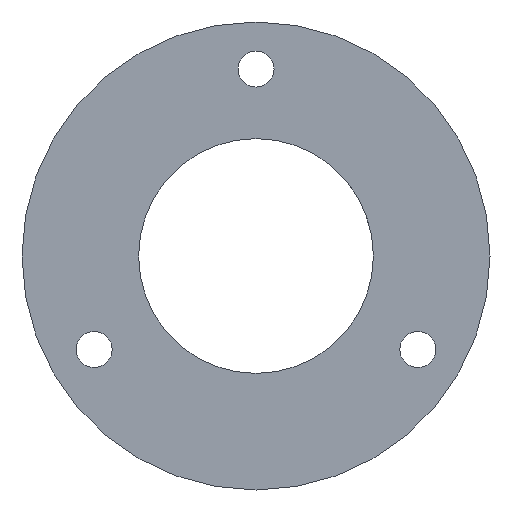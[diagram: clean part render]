
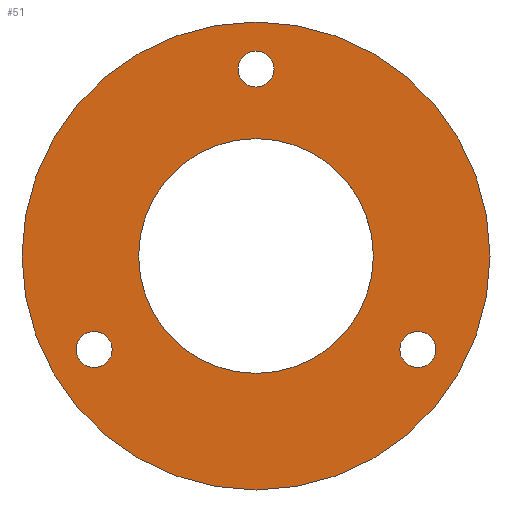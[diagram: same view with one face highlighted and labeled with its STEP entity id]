
A CAD part, front view. The second image highlights one B-rep face of the part: STEP entity #51.
In plain terms, the highlighted planar face has unit normal (0, -1, 0).
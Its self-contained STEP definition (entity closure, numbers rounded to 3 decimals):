
#2 = EDGE_CURVE ( 'NONE', #574, #197, #805, .T. ) ;
#4 = CIRCLE ( 'NONE', #544, 3.25 ) ;
#6 = DIRECTION ( 'NONE',  ( 0., -1., 0. ) ) ;
#17 = CIRCLE ( 'NONE', #572, 42.25 ) ;
#28 = FACE_BOUND ( 'NONE', #271, .T. ) ;
#30 = EDGE_LOOP ( 'NONE', ( #171, #515 ) ) ;
#49 = ORIENTED_EDGE ( 'NONE', *, *, #837, .F. ) ;
#51 = ADVANCED_FACE ( 'NONE', ( #451, #591, #28, #445, #605 ), #846, .F. ) ;
#55 = VERTEX_POINT ( 'NONE', #261 ) ;
#63 = ORIENTED_EDGE ( 'NONE', *, *, #718, .F. ) ;
#78 = CARTESIAN_POINT ( 'NONE',  ( 29.228, 0., -16.875 ) ) ;
#88 = EDGE_LOOP ( 'NONE', ( #168, #814 ) ) ;
#91 = CARTESIAN_POINT ( 'NONE',  ( 0., 0., 33.75 ) ) ;
#109 = CARTESIAN_POINT ( 'NONE',  ( 0., 0., -42.25 ) ) ;
#130 = DIRECTION ( 'NONE',  ( 0., -1., 0. ) ) ;
#168 = ORIENTED_EDGE ( 'NONE', *, *, #938, .F. ) ;
#171 = ORIENTED_EDGE ( 'NONE', *, *, #536, .F. ) ;
#186 = CIRCLE ( 'NONE', #238, 21.2 ) ;
#197 = VERTEX_POINT ( 'NONE', #384 ) ;
#221 = DIRECTION ( 'NONE',  ( 0., 0., -1. ) ) ;
#232 = VERTEX_POINT ( 'NONE', #539 ) ;
#238 = AXIS2_PLACEMENT_3D ( 'NONE', #532, #457, #851 ) ;
#261 = CARTESIAN_POINT ( 'NONE',  ( 0., 0., 37. ) ) ;
#271 = EDGE_LOOP ( 'NONE', ( #49, #886 ) ) ;
#276 = DIRECTION ( 'NONE',  ( 0., -1., 0. ) ) ;
#289 = AXIS2_PLACEMENT_3D ( 'NONE', #422, #659, #330 ) ;
#296 = DIRECTION ( 'NONE',  ( 0., 0., -1. ) ) ;
#301 = CARTESIAN_POINT ( 'NONE',  ( 29.228, 0., -16.875 ) ) ;
#305 = DIRECTION ( 'NONE',  ( 0., -1., 0. ) ) ;
#307 = AXIS2_PLACEMENT_3D ( 'NONE', #724, #6, #325 ) ;
#312 = CARTESIAN_POINT ( 'NONE',  ( 0., 0., 30.5 ) ) ;
#325 = DIRECTION ( 'NONE',  ( 0.866, 0., 0.5 ) ) ;
#328 = DIRECTION ( 'NONE',  ( 0., 0., -1. ) ) ;
#330 = DIRECTION ( 'NONE',  ( 0.866, 0., 0.5 ) ) ;
#338 = EDGE_LOOP ( 'NONE', ( #962, #63 ) ) ;
#342 = CARTESIAN_POINT ( 'NONE',  ( 0., 0., -21.2 ) ) ;
#348 = DIRECTION ( 'NONE',  ( 0., 0., 1. ) ) ;
#349 = AXIS2_PLACEMENT_3D ( 'NONE', #78, #276, #988 ) ;
#350 = VERTEX_POINT ( 'NONE', #342 ) ;
#384 = CARTESIAN_POINT ( 'NONE',  ( 26.414, 0., -15.25 ) ) ;
#398 = VERTEX_POINT ( 'NONE', #679 ) ;
#413 = AXIS2_PLACEMENT_3D ( 'NONE', #941, #697, #221 ) ;
#422 = CARTESIAN_POINT ( 'NONE',  ( -29.228, 0., -16.875 ) ) ;
#429 = CIRCLE ( 'NONE', #413, 21.2 ) ;
#445 = FACE_BOUND ( 'NONE', #30, .T. ) ;
#451 = FACE_BOUND ( 'NONE', #338, .T. ) ;
#457 = DIRECTION ( 'NONE',  ( 0., -1., 0. ) ) ;
#480 = EDGE_CURVE ( 'NONE', #398, #350, #186, .T. ) ;
#482 = EDGE_CURVE ( 'NONE', #55, #982, #684, .T. ) ;
#490 = VERTEX_POINT ( 'NONE', #628 ) ;
#495 = DIRECTION ( 'NONE',  ( 0., -1., 0. ) ) ;
#515 = ORIENTED_EDGE ( 'NONE', *, *, #480, .F. ) ;
#532 = CARTESIAN_POINT ( 'NONE',  ( 0., 0., 0. ) ) ;
#536 = EDGE_CURVE ( 'NONE', #350, #398, #429, .T. ) ;
#538 = DIRECTION ( 'NONE',  ( 0., -1., 0. ) ) ;
#539 = CARTESIAN_POINT ( 'NONE',  ( -26.414, 0., -15.25 ) ) ;
#544 = AXIS2_PLACEMENT_3D ( 'NONE', #301, #130, #946 ) ;
#550 = EDGE_CURVE ( 'NONE', #635, #490, #826, .T. ) ;
#565 = ORIENTED_EDGE ( 'NONE', *, *, #1021, .T. ) ;
#572 = AXIS2_PLACEMENT_3D ( 'NONE', #874, #305, #864 ) ;
#574 = VERTEX_POINT ( 'NONE', #1025 ) ;
#591 = FACE_BOUND ( 'NONE', #88, .T. ) ;
#605 = FACE_OUTER_BOUND ( 'NONE', #991, .T. ) ;
#607 = CIRCLE ( 'NONE', #307, 3.25 ) ;
#622 = DIRECTION ( 'NONE',  ( 0., -1., 0. ) ) ;
#628 = CARTESIAN_POINT ( 'NONE',  ( 0., 0., 42.25 ) ) ;
#635 = VERTEX_POINT ( 'NONE', #109 ) ;
#651 = VERTEX_POINT ( 'NONE', #999 ) ;
#659 = DIRECTION ( 'NONE',  ( 0., -1., 0. ) ) ;
#679 = CARTESIAN_POINT ( 'NONE',  ( 0., 0., 21.2 ) ) ;
#684 = CIRCLE ( 'NONE', #788, 3.25 ) ;
#694 = AXIS2_PLACEMENT_3D ( 'NONE', #91, #495, #328 ) ;
#697 = DIRECTION ( 'NONE',  ( 0., -1., 0. ) ) ;
#718 = EDGE_CURVE ( 'NONE', #651, #232, #1009, .T. ) ;
#724 = CARTESIAN_POINT ( 'NONE',  ( -29.228, 0., -16.875 ) ) ;
#751 = DIRECTION ( 'NONE',  ( 0., 1., 0. ) ) ;
#776 = CARTESIAN_POINT ( 'NONE',  ( 0., 0., 33.75 ) ) ;
#778 = AXIS2_PLACEMENT_3D ( 'NONE', #825, #751, #348 ) ;
#784 = DIRECTION ( 'NONE',  ( 0., 0., -1. ) ) ;
#788 = AXIS2_PLACEMENT_3D ( 'NONE', #776, #622, #784 ) ;
#800 = EDGE_CURVE ( 'NONE', #232, #651, #607, .T. ) ;
#805 = CIRCLE ( 'NONE', #349, 3.25 ) ;
#814 = ORIENTED_EDGE ( 'NONE', *, *, #2, .F. ) ;
#825 = CARTESIAN_POINT ( 'NONE',  ( -21.2, 0., 0. ) ) ;
#826 = CIRCLE ( 'NONE', #997, 42.25 ) ;
#837 = EDGE_CURVE ( 'NONE', #982, #55, #839, .T. ) ;
#839 = CIRCLE ( 'NONE', #694, 3.25 ) ;
#846 = PLANE ( 'NONE',  #778 ) ;
#851 = DIRECTION ( 'NONE',  ( 0., 0., -1. ) ) ;
#855 = ORIENTED_EDGE ( 'NONE', *, *, #550, .T. ) ;
#864 = DIRECTION ( 'NONE',  ( 0., 0., -1. ) ) ;
#874 = CARTESIAN_POINT ( 'NONE',  ( 0., 0., 0. ) ) ;
#886 = ORIENTED_EDGE ( 'NONE', *, *, #482, .F. ) ;
#938 = EDGE_CURVE ( 'NONE', #197, #574, #4, .T. ) ;
#941 = CARTESIAN_POINT ( 'NONE',  ( 0., 0., 0. ) ) ;
#946 = DIRECTION ( 'NONE',  ( -0.866, 0., 0.5 ) ) ;
#962 = ORIENTED_EDGE ( 'NONE', *, *, #800, .F. ) ;
#982 = VERTEX_POINT ( 'NONE', #312 ) ;
#988 = DIRECTION ( 'NONE',  ( -0.866, 0., 0.5 ) ) ;
#991 = EDGE_LOOP ( 'NONE', ( #855, #565 ) ) ;
#997 = AXIS2_PLACEMENT_3D ( 'NONE', #1016, #538, #296 ) ;
#999 = CARTESIAN_POINT ( 'NONE',  ( -32.043, 0., -18.5 ) ) ;
#1009 = CIRCLE ( 'NONE', #289, 3.25 ) ;
#1016 = CARTESIAN_POINT ( 'NONE',  ( 0., 0., 0. ) ) ;
#1021 = EDGE_CURVE ( 'NONE', #490, #635, #17, .T. ) ;
#1025 = CARTESIAN_POINT ( 'NONE',  ( 32.043, 0., -18.5 ) ) ;
